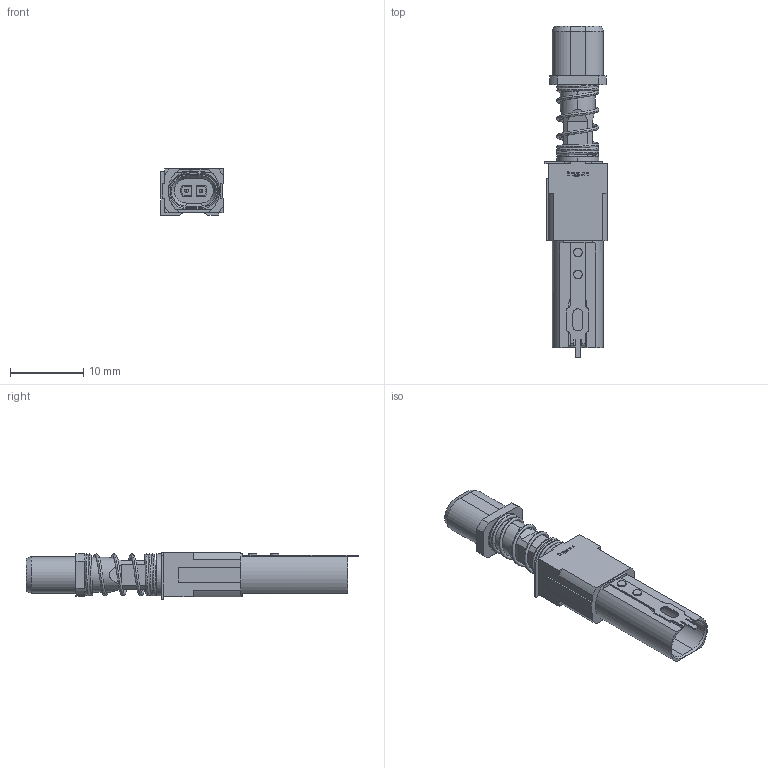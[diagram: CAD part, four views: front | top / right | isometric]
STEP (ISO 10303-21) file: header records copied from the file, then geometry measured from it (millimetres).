
FILE_DESCRIPTION (( 'STEP AP203' ), '1' );
FILE_NAME ('INGUN_HFS-802_381_084_A_xx42_HMTD-F.STEP', '2024-04-05T05:08:01', ( '' ), ( '' ), 'SwSTEP 2.0', 'SolidWorks 2021', '' );
FILE_SCHEMA (( 'CONFIG_CONTROL_DESIGN' ));
Length unit declared in the file: millimetre
Products named in the file (1): INGUN_HFS-802_381_084_A_xx42_HMTD-F
Bounding box: 8.5 x 45.3 x 6.3 mm (x, y, z)
Volume: 1044.6 mm3; surface area: 1606.8 mm2
Topology: 1 solids, 1 shells, 318 faces, 838 edges, 537 vertices
Faces by surface type: plane 184, cylinder 106, cone 18, bspline 6, sphere 4
Entity records: 12049 total; most frequent: CARTESIAN_POINT 4059, DIRECTION 1656, ORIENTED_EDGE 1652, EDGE_CURVE 826, AXIS2_PLACEMENT_3D 554, VECTOR 548, LINE 548, VERTEX_POINT 533
